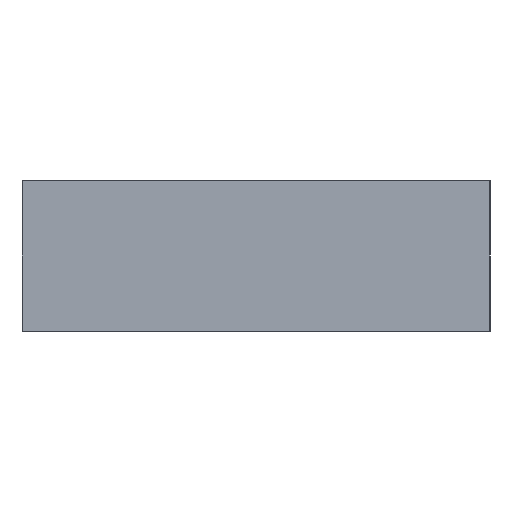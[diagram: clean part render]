
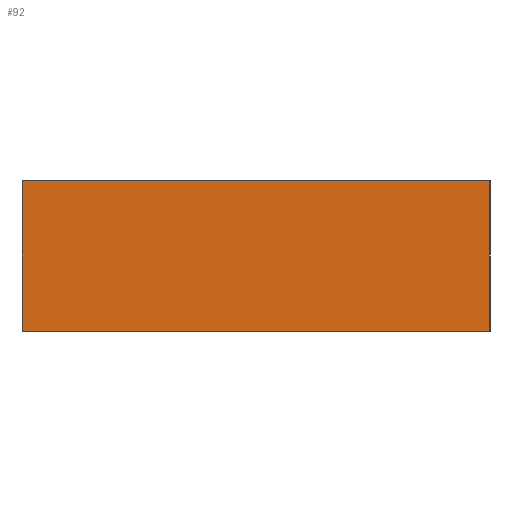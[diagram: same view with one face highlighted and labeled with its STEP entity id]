
A CAD part, left-side view. The second image highlights one B-rep face of the part: STEP entity #92.
In plain terms, the highlighted planar face has unit normal (-1, 0, 0).
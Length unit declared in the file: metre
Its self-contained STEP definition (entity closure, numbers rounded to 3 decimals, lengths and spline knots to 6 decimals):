
#92 = ADVANCED_FACE( '', ( #194 ), #195, .T. );
#194 = FACE_OUTER_BOUND( '', #311, .T. );
#195 = PLANE( '', #312 );
#311 = EDGE_LOOP( '', ( #447, #448, #449, #450 ) );
#312 = AXIS2_PLACEMENT_3D( '', #451, #452, #453 );
#447 = ORIENTED_EDGE( '', *, *, #649, .F. );
#448 = ORIENTED_EDGE( '', *, *, #642, .F. );
#449 = ORIENTED_EDGE( '', *, *, #618, .T. );
#450 = ORIENTED_EDGE( '', *, *, #657, .T. );
#451 = CARTESIAN_POINT( '', ( -0.00185, 0., 0.001 ) );
#452 = DIRECTION( '', ( -1., 0., 0. ) );
#453 = DIRECTION( '', ( 0., 0., 1. ) );
#618 = EDGE_CURVE( '', #706, #710, #712, .T. );
#642 = EDGE_CURVE( '', #706, #751, #754, .T. );
#649 = EDGE_CURVE( '', #751, #765, #766, .T. );
#657 = EDGE_CURVE( '', #710, #765, #777, .T. );
#706 = VERTEX_POINT( '', #836 );
#710 = VERTEX_POINT( '', #842 );
#712 = LINE( '', #845, #846 );
#751 = VERTEX_POINT( '', #901 );
#754 = LINE( '', #906, #907 );
#765 = VERTEX_POINT( '', #922 );
#766 = LINE( '', #923, #924 );
#777 = LINE( '', #940, #941 );
#836 = CARTESIAN_POINT( '', ( -0.00185, -0.00155, 0.001 ) );
#842 = CARTESIAN_POINT( '', ( -0.00185, 0.00155, 0.001 ) );
#845 = CARTESIAN_POINT( '', ( -0.00185, 0., 0.001 ) );
#846 = VECTOR( '', #1027, 1. );
#901 = CARTESIAN_POINT( '', ( -0.00185, -0.00155, 0. ) );
#906 = CARTESIAN_POINT( '', ( -0.00185, -0.00155, 0.001 ) );
#907 = VECTOR( '', #1046, 1. );
#922 = CARTESIAN_POINT( '', ( -0.00185, 0.00155, 0. ) );
#923 = CARTESIAN_POINT( '', ( -0.00185, 0., 0. ) );
#924 = VECTOR( '', #1051, 1. );
#940 = CARTESIAN_POINT( '', ( -0.00185, 0.00155, 0.001 ) );
#941 = VECTOR( '', #1057, 1. );
#1027 = DIRECTION( '', ( 0., 1., 0. ) );
#1046 = DIRECTION( '', ( 0., 0., -1. ) );
#1051 = DIRECTION( '', ( 0., 1., 0. ) );
#1057 = DIRECTION( '', ( 0., 0., -1. ) );
